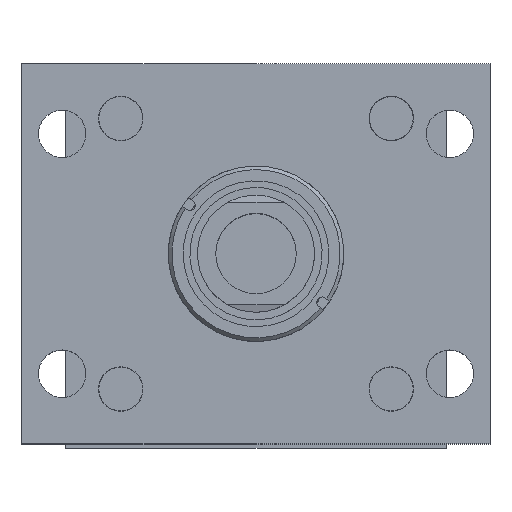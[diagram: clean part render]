
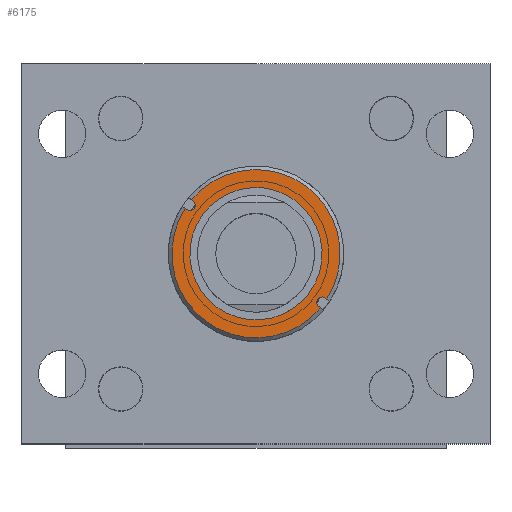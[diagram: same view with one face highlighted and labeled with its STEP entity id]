
A CAD part, top view. The second image highlights one B-rep face of the part: STEP entity #6175.
In plain terms, the highlighted planar face has unit normal (0, 0, 1).
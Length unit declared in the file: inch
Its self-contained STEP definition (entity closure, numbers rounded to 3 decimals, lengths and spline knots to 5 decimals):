
#122 = CARTESIAN_POINT ( 'NONE',  ( 20.37814, 42.4197, -2.93519 ) ) ;
#517 = DIRECTION ( 'NONE',  ( 1., 0., 0. ) ) ;
#584 = EDGE_LOOP ( 'NONE', ( #8412, #1320 ) ) ;
#634 = ORIENTED_EDGE ( 'NONE', *, *, #4384, .T. ) ;
#686 = CARTESIAN_POINT ( 'NONE',  ( 18.11607, 42.4197, -2.93519 ) ) ;
#875 = DIRECTION ( 'NONE',  ( 0., -1., 0. ) ) ;
#887 = DIRECTION ( 'NONE',  ( 1., 0., 0. ) ) ;
#961 = CARTESIAN_POINT ( 'NONE',  ( 19.3411, 43.8257, -2.93519 ) ) ;
#982 = AXIS2_PLACEMENT_3D ( 'NONE', #2917, #2051, #7192 ) ;
#1243 = VERTEX_POINT ( 'NONE', #122 ) ;
#1308 = ORIENTED_EDGE ( 'NONE', *, *, #3689, .F. ) ;
#1320 = ORIENTED_EDGE ( 'NONE', *, *, #6255, .T. ) ;
#1592 = DIRECTION ( 'NONE',  ( 0., -1., 0. ) ) ;
#1654 = CARTESIAN_POINT ( 'NONE',  ( 19.2471, 42.4197, -2.93519 ) ) ;
#1780 = VERTEX_POINT ( 'NONE', #9658 ) ;
#1908 = CARTESIAN_POINT ( 'NONE',  ( 19.2471, 42.4197, -2.93519 ) ) ;
#2051 = DIRECTION ( 'NONE',  ( 0., 0., -1. ) ) ;
#2066 = ORIENTED_EDGE ( 'NONE', *, *, #8534, .F. ) ;
#2204 = CARTESIAN_POINT ( 'NONE',  ( 19.2471, 41.0137, -2.93519 ) ) ;
#2434 = LINE ( 'NONE', #4267, #6743 ) ;
#2591 = CIRCLE ( 'NONE', #10994, 1.438 ) ;
#2607 = CIRCLE ( 'NONE', #9129, 0.094 ) ;
#2621 = CARTESIAN_POINT ( 'NONE',  ( 19.2471, 43.55073, -2.93519 ) ) ;
#2684 = DIRECTION ( 'NONE',  ( 0., 0., -1. ) ) ;
#2735 = PLANE ( 'NONE',  #6980 ) ;
#2800 = ORIENTED_EDGE ( 'NONE', *, *, #4534, .F. ) ;
#2887 = CARTESIAN_POINT ( 'NONE',  ( 19.3411, 40.98477, -2.93519 ) ) ;
#2917 = CARTESIAN_POINT ( 'NONE',  ( 19.2471, 42.4197, -2.93519 ) ) ;
#2929 = EDGE_CURVE ( 'NONE', #3143, #10179, #2591, .T. ) ;
#2959 = CARTESIAN_POINT ( 'NONE',  ( 19.1531, 43.85462, -2.93519 ) ) ;
#2964 = DIRECTION ( 'NONE',  ( -1., 0., 0. ) ) ;
#3143 = VERTEX_POINT ( 'NONE', #4939 ) ;
#3396 = VECTOR ( 'NONE', #5020, 39.37008 ) ;
#3485 = VERTEX_POINT ( 'NONE', #6564 ) ;
#3489 = FACE_OUTER_BOUND ( 'NONE', #10589, .T. ) ;
#3549 = VERTEX_POINT ( 'NONE', #10961 ) ;
#3550 = DIRECTION ( 'NONE',  ( -1., 0., 0. ) ) ;
#3553 = DIRECTION ( 'NONE',  ( 1., 0., 0. ) ) ;
#3608 = DIRECTION ( 'NONE',  ( 0., 0., 1. ) ) ;
#3623 = VERTEX_POINT ( 'NONE', #686 ) ;
#3689 = EDGE_CURVE ( 'NONE', #6961, #6250, #4478, .T. ) ;
#3714 = CARTESIAN_POINT ( 'NONE',  ( 19.2471, 42.4197, -2.93519 ) ) ;
#4206 = LINE ( 'NONE', #4646, #3396 ) ;
#4267 = CARTESIAN_POINT ( 'NONE',  ( 19.3411, 43.55073, -2.93519 ) ) ;
#4384 = EDGE_CURVE ( 'NONE', #3485, #10179, #8647, .T. ) ;
#4388 = DIRECTION ( 'NONE',  ( 0., 0., 1. ) ) ;
#4478 = CIRCLE ( 'NONE', #4704, 1.438 ) ;
#4534 = EDGE_CURVE ( 'NONE', #1780, #3143, #10699, .T. ) ;
#4630 = DIRECTION ( 'NONE',  ( -1., 0., 0. ) ) ;
#4646 = CARTESIAN_POINT ( 'NONE',  ( 19.3411, 43.55073, -2.93519 ) ) ;
#4704 = AXIS2_PLACEMENT_3D ( 'NONE', #1654, #4942, #8505 ) ;
#4936 = ORIENTED_EDGE ( 'NONE', *, *, #10558, .F. ) ;
#4939 = CARTESIAN_POINT ( 'NONE',  ( 17.8091, 42.4197, -2.93519 ) ) ;
#4942 = DIRECTION ( 'NONE',  ( 0., 0., -1. ) ) ;
#5020 = DIRECTION ( 'NONE',  ( 0., 1., 0. ) ) ;
#5088 = EDGE_CURVE ( 'NONE', #3549, #6250, #2434, .T. ) ;
#5271 = VECTOR ( 'NONE', #6971, 39.37008 ) ;
#5492 = DIRECTION ( 'NONE',  ( 0., 0., -1. ) ) ;
#5823 = CARTESIAN_POINT ( 'NONE',  ( 19.1531, 41.0137, -2.93519 ) ) ;
#5843 = CARTESIAN_POINT ( 'NONE',  ( 19.1531, 43.55073, -2.93519 ) ) ;
#6008 = VERTEX_POINT ( 'NONE', #5823 ) ;
#6175 = ADVANCED_FACE ( 'NONE', ( #3489, #8631 ), #2735, .T. ) ;
#6250 = VERTEX_POINT ( 'NONE', #2887 ) ;
#6255 = EDGE_CURVE ( 'NONE', #1243, #3623, #11190, .T. ) ;
#6331 = AXIS2_PLACEMENT_3D ( 'NONE', #3714, #5492, #2964 ) ;
#6407 = EDGE_CURVE ( 'NONE', #3623, #1243, #8364, .T. ) ;
#6512 = ORIENTED_EDGE ( 'NONE', *, *, #10424, .F. ) ;
#6564 = CARTESIAN_POINT ( 'NONE',  ( 19.1531, 43.8257, -2.93519 ) ) ;
#6600 = LINE ( 'NONE', #5843, #10937 ) ;
#6721 = AXIS2_PLACEMENT_3D ( 'NONE', #2204, #10014, #517 ) ;
#6743 = VECTOR ( 'NONE', #875, 39.37008 ) ;
#6791 = ORIENTED_EDGE ( 'NONE', *, *, #2929, .F. ) ;
#6946 = AXIS2_PLACEMENT_3D ( 'NONE', #1908, #8857, #4630 ) ;
#6961 = VERTEX_POINT ( 'NONE', #7775 ) ;
#6971 = DIRECTION ( 'NONE',  ( 0., 1., 0. ) ) ;
#6980 = AXIS2_PLACEMENT_3D ( 'NONE', #2621, #3608, #887 ) ;
#6991 = CARTESIAN_POINT ( 'NONE',  ( 19.2471, 42.4197, -2.93519 ) ) ;
#7192 = DIRECTION ( 'NONE',  ( -1., 0., 0. ) ) ;
#7658 = ORIENTED_EDGE ( 'NONE', *, *, #7688, .F. ) ;
#7688 = EDGE_CURVE ( 'NONE', #3485, #10090, #2607, .T. ) ;
#7775 = CARTESIAN_POINT ( 'NONE',  ( 19.3411, 43.85462, -2.93519 ) ) ;
#8364 = CIRCLE ( 'NONE', #982, 1.13104 ) ;
#8412 = ORIENTED_EDGE ( 'NONE', *, *, #6407, .T. ) ;
#8503 = ORIENTED_EDGE ( 'NONE', *, *, #5088, .T. ) ;
#8505 = DIRECTION ( 'NONE',  ( -1., 0., 0. ) ) ;
#8534 = EDGE_CURVE ( 'NONE', #10090, #6961, #4206, .T. ) ;
#8631 = FACE_BOUND ( 'NONE', #584, .T. ) ;
#8636 = CARTESIAN_POINT ( 'NONE',  ( 19.1531, 43.55073, -2.93519 ) ) ;
#8647 = LINE ( 'NONE', #8636, #5271 ) ;
#8857 = DIRECTION ( 'NONE',  ( 0., 0., -1. ) ) ;
#9046 = CIRCLE ( 'NONE', #6721, 0.094 ) ;
#9129 = AXIS2_PLACEMENT_3D ( 'NONE', #10443, #4388, #3553 ) ;
#9658 = CARTESIAN_POINT ( 'NONE',  ( 19.1531, 40.98477, -2.93519 ) ) ;
#10014 = DIRECTION ( 'NONE',  ( 0., 0., 1. ) ) ;
#10090 = VERTEX_POINT ( 'NONE', #961 ) ;
#10179 = VERTEX_POINT ( 'NONE', #2959 ) ;
#10424 = EDGE_CURVE ( 'NONE', #3549, #6008, #9046, .T. ) ;
#10443 = CARTESIAN_POINT ( 'NONE',  ( 19.2471, 43.8257, -2.93519 ) ) ;
#10558 = EDGE_CURVE ( 'NONE', #6008, #1780, #6600, .T. ) ;
#10589 = EDGE_LOOP ( 'NONE', ( #6512, #8503, #1308, #2066, #7658, #634, #6791, #2800, #4936 ) ) ;
#10699 = CIRCLE ( 'NONE', #6946, 1.438 ) ;
#10937 = VECTOR ( 'NONE', #1592, 39.37008 ) ;
#10961 = CARTESIAN_POINT ( 'NONE',  ( 19.3411, 41.0137, -2.93519 ) ) ;
#10994 = AXIS2_PLACEMENT_3D ( 'NONE', #6991, #2684, #3550 ) ;
#11190 = CIRCLE ( 'NONE', #6331, 1.13104 ) ;
